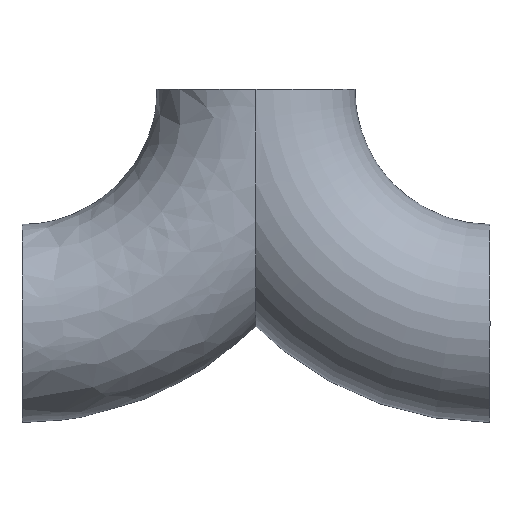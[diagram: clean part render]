
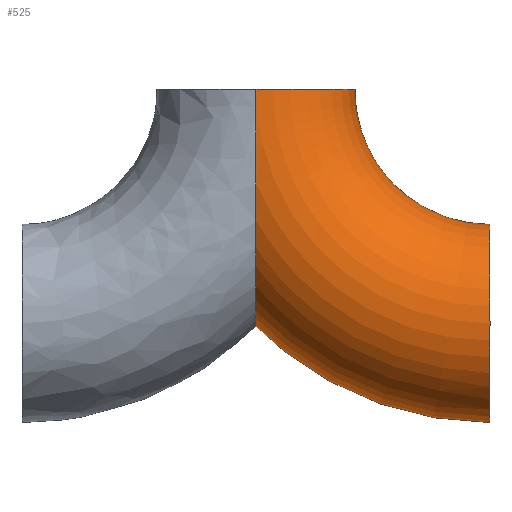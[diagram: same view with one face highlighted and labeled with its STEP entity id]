
A CAD part, front view. The second image highlights one B-rep face of the part: STEP entity #525.
In plain terms, the highlighted toroidal (fillet/blend) face has major radius 45 mm and minor radius 19.05 mm.
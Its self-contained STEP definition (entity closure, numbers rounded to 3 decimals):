
#391=CARTESIAN_POINT('',(0.,-19.05,0.));
#392=VERTEX_POINT('',#391);
#393=CARTESIAN_POINT('',(0.,19.05,0.));
#394=VERTEX_POINT('',#393);
#395=CARTESIAN_POINT('',(0.,-19.05,0.));
#396=CARTESIAN_POINT('',(0.,-19.05,-0.077));
#397=CARTESIAN_POINT('',(0.,-19.05,-0.17));
#398=CARTESIAN_POINT('',(0.,-19.05,-0.248));
#399=CARTESIAN_POINT('',(0.,-19.05,-6.194));
#400=CARTESIAN_POINT('',(0.,-19.057,-10.779));
#401=CARTESIAN_POINT('',(0.,-18.905,-14.723));
#402=CARTESIAN_POINT('',(0.,-18.829,-16.676));
#403=CARTESIAN_POINT('',(0.,-18.717,-18.472));
#404=CARTESIAN_POINT('',(0.,-18.552,-20.198));
#405=CARTESIAN_POINT('',(0.,-18.482,-20.933));
#406=CARTESIAN_POINT('',(0.,-18.403,-21.656));
#407=CARTESIAN_POINT('',(0.,-18.31,-22.382));
#408=CARTESIAN_POINT('',(0.,-17.963,-25.096));
#409=CARTESIAN_POINT('',(0.,-17.435,-27.809));
#410=CARTESIAN_POINT('',(0.,-16.618,-30.412));
#411=CARTESIAN_POINT('',(0.,-16.136,-31.949));
#412=CARTESIAN_POINT('',(0.,-15.553,-33.45));
#413=CARTESIAN_POINT('',(0.,-14.843,-34.889));
#414=CARTESIAN_POINT('',(0.,-14.142,-36.312));
#415=CARTESIAN_POINT('',(0.,-13.319,-37.672));
#416=CARTESIAN_POINT('',(0.,-12.355,-38.927));
#417=CARTESIAN_POINT('',(0.,-11.152,-40.493));
#418=CARTESIAN_POINT('',(0.,-9.74,-41.884));
#419=CARTESIAN_POINT('',(0.,-8.112,-42.993));
#420=CARTESIAN_POINT('',(0.,-7.367,-43.5));
#421=CARTESIAN_POINT('',(0.,-6.586,-43.942));
#422=CARTESIAN_POINT('',(0.,-5.773,-44.311));
#423=CARTESIAN_POINT('',(0.,-4.869,-44.721));
#424=CARTESIAN_POINT('',(0.,-3.926,-45.039));
#425=CARTESIAN_POINT('',(0.,-2.95,-45.255));
#426=CARTESIAN_POINT('',(0.,-2.196,-45.422));
#427=CARTESIAN_POINT('',(0.,-1.43,-45.525));
#428=CARTESIAN_POINT('',(0.,-0.664,-45.562));
#429=CARTESIAN_POINT('',(0.,0.194,-45.604));
#430=CARTESIAN_POINT('',(0.,1.054,-45.565));
#431=CARTESIAN_POINT('',(0.,1.911,-45.443));
#432=CARTESIAN_POINT('',(0.,2.677,-45.335));
#433=CARTESIAN_POINT('',(0.,3.432,-45.161));
#434=CARTESIAN_POINT('',(0.,4.166,-44.928));
#435=CARTESIAN_POINT('',(0.,5.242,-44.587));
#436=CARTESIAN_POINT('',(0.,6.276,-44.118));
#437=CARTESIAN_POINT('',(0.,7.257,-43.537));
#438=CARTESIAN_POINT('',(0.,7.834,-43.195));
#439=CARTESIAN_POINT('',(0.,8.401,-42.809));
#440=CARTESIAN_POINT('',(0.,8.956,-42.378));
#441=CARTESIAN_POINT('',(0.,9.746,-41.764));
#442=CARTESIAN_POINT('',(0.,10.51,-41.06));
#443=CARTESIAN_POINT('',(0.,11.239,-40.261));
#444=CARTESIAN_POINT('',(0.,11.562,-39.906));
#445=CARTESIAN_POINT('',(0.,11.879,-39.533));
#446=CARTESIAN_POINT('',(0.,12.188,-39.141));
#447=CARTESIAN_POINT('',(0.,12.439,-38.823));
#448=CARTESIAN_POINT('',(0.,12.685,-38.492));
#449=CARTESIAN_POINT('',(0.,12.934,-38.136));
#450=CARTESIAN_POINT('',(0.,14.004,-36.605));
#451=CARTESIAN_POINT('',(0.,15.087,-34.657));
#452=CARTESIAN_POINT('',(0.,16.033,-32.122));
#453=CARTESIAN_POINT('',(0.,16.226,-31.603));
#454=CARTESIAN_POINT('',(0.,16.414,-31.059));
#455=CARTESIAN_POINT('',(0.,16.594,-30.489));
#456=CARTESIAN_POINT('',(0.,16.74,-30.029));
#457=CARTESIAN_POINT('',(0.,16.881,-29.55));
#458=CARTESIAN_POINT('',(0.0,17.012,-29.072));
#459=CARTESIAN_POINT('',(0.,17.629,-26.814));
#460=CARTESIAN_POINT('',(0.,18.056,-24.482));
#461=CARTESIAN_POINT('',(0.,18.359,-21.985));
#462=CARTESIAN_POINT('',(0.,18.751,-18.765));
#463=CARTESIAN_POINT('',(0.,18.928,-15.269));
#464=CARTESIAN_POINT('',(0.,18.999,-11.299));
#465=CARTESIAN_POINT('',(0.,19.055,-8.182));
#466=CARTESIAN_POINT('',(0.,19.05,-4.773));
#467=CARTESIAN_POINT('',(0.,19.05,-0.976));
#468=CARTESIAN_POINT('',(0.,19.05,-0.735));
#469=CARTESIAN_POINT('',(0.,19.05,-0.492));
#470=CARTESIAN_POINT('',(0.,19.05,-0.248));
#471=CARTESIAN_POINT('',(0.,19.05,-0.17));
#472=CARTESIAN_POINT('',(0.,19.05,-0.077));
#473=CARTESIAN_POINT('',(0.,19.05,0.));
#474=B_SPLINE_CURVE_WITH_KNOTS('',3,(#395,#396,#397,#398,#399,#400,#401,#402,#403,#404,#405,#406,#407,#408,#409,#410,#411,#412,#413,#414,#415,#416,#417,#418,#419,#420,#421,#422,#423,#424,#425,#426,#427,#428,#429,#430,#431,#432,#433,#434,#435,#436,#437,#438,#439,#440,#441,#442,#443,#444,#445,#446,#447,#448,#449,#450,#451,#452,#453,#454,#455,#456,#457,#458,#459,#460,#461,#462,#463,#464,#465,#466,#467,#468,#469,#470,#471,#472,#473),.UNSPECIFIED.,.F.,.U.,(4,3,3,3,3,3,3,3,3,3,3,3,3,3,3,3,3,3,3,3,3,3,3,3,3,3,4),(-0.023,0.0,1.784,2.667,3.043,4.447,5.275,6.095,7.117,7.585,8.105,8.507,8.958,9.361,9.953,10.302,10.798,11.018,11.197,11.966,12.123,12.25,12.851,13.625,14.233,14.272,14.284),.UNSPECIFIED.);
#475=EDGE_CURVE('',#392,#394,#474,.T.);
#499=CARTESIAN_POINT('',(45.0,0.0,0.));
#500=DIRECTION('',(0.0,1.0,0.0));
#501=DIRECTION('',(0.0,0.0,1.0));
#502=AXIS2_PLACEMENT_3D('',#499,#500,#501);
#503=TOROIDAL_SURFACE('',#502,45.0,19.05);
#504=CARTESIAN_POINT('',(45.,0.,-25.95));
#505=VERTEX_POINT('',#504);
#506=CARTESIAN_POINT('',(45.,0.0,-45.));
#507=DIRECTION('',(1.0,0.0,0.0));
#508=DIRECTION('',(0.0,0.0,-1.0));
#509=AXIS2_PLACEMENT_3D('',#506,#507,#508);
#510=CIRCLE('',#509,19.05);
#511=EDGE_CURVE('',#505,#505,#510,.T.);
#512=ORIENTED_EDGE('',*,*,#511,.F.);
#513=EDGE_LOOP('',(#512));
#514=FACE_OUTER_BOUND('',#513,.T.);
#515=ORIENTED_EDGE('',*,*,#475,.T.);
#516=CARTESIAN_POINT('',(0.0,0.0,0.0));
#517=DIRECTION('',(0.0,0.0,-1.0));
#518=DIRECTION('',(-1.0,0.0,0.0));
#519=AXIS2_PLACEMENT_3D('',#516,#517,#518);
#520=CIRCLE('',#519,19.05);
#521=EDGE_CURVE('',#394,#392,#520,.T.);
#522=ORIENTED_EDGE('',*,*,#521,.T.);
#523=EDGE_LOOP('',(#515,#522));
#524=FACE_BOUND('',#523,.T.);
#525=ADVANCED_FACE('',(#514,#524),#503,.T.);
